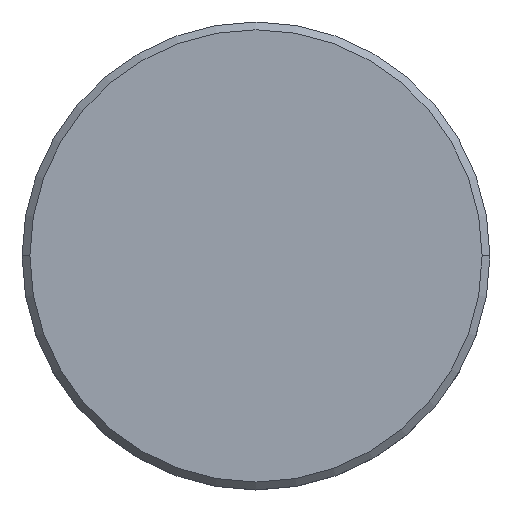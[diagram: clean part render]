
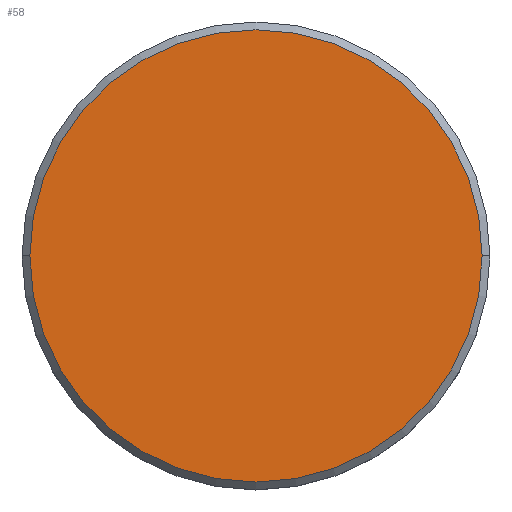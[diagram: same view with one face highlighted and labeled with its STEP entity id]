
A CAD part, top view. The second image highlights one B-rep face of the part: STEP entity #58.
In plain terms, the highlighted planar face has unit normal (0, 0, 1).
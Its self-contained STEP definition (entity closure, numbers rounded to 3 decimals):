
#52 = AXIS2_PLACEMENT_3D ( 'NONE', #1108, #1016, #996 ) ;
#58 = ADVANCED_FACE ( 'NONE', ( #1098 ), #85, .T. ) ;
#73 = CIRCLE ( 'NONE', #921, 14.5 ) ;
#85 = PLANE ( 'NONE',  #435 ) ;
#195 = VERTEX_POINT ( 'NONE', #1024 ) ;
#285 = EDGE_LOOP ( 'NONE', ( #631, #497 ) ) ;
#401 = DIRECTION ( 'NONE',  ( 0., 0., 1. ) ) ;
#435 = AXIS2_PLACEMENT_3D ( 'NONE', #454, #565, #918 ) ;
#454 = CARTESIAN_POINT ( 'NONE',  ( 0., 0., 0. ) ) ;
#497 = ORIENTED_EDGE ( 'NONE', *, *, #1115, .T. ) ;
#565 = DIRECTION ( 'NONE',  ( 0., 0., 1. ) ) ;
#568 = CARTESIAN_POINT ( 'NONE',  ( -14.5, 0., 0. ) ) ;
#579 = DIRECTION ( 'NONE',  ( 1., 0., 0. ) ) ;
#592 = VERTEX_POINT ( 'NONE', #568 ) ;
#631 = ORIENTED_EDGE ( 'NONE', *, *, #995, .T. ) ;
#918 = DIRECTION ( 'NONE',  ( 1., 0., 0. ) ) ;
#921 = AXIS2_PLACEMENT_3D ( 'NONE', #1041, #401, #579 ) ;
#995 = EDGE_CURVE ( 'NONE', #592, #195, #1005, .T. ) ;
#996 = DIRECTION ( 'NONE',  ( 1., 0., 0. ) ) ;
#1005 = CIRCLE ( 'NONE', #52, 14.5 ) ;
#1016 = DIRECTION ( 'NONE',  ( 0., 0., 1. ) ) ;
#1024 = CARTESIAN_POINT ( 'NONE',  ( 14.5, 0., 0. ) ) ;
#1041 = CARTESIAN_POINT ( 'NONE',  ( 0., 0., 0. ) ) ;
#1098 = FACE_OUTER_BOUND ( 'NONE', #285, .T. ) ;
#1108 = CARTESIAN_POINT ( 'NONE',  ( 0., 0., 0. ) ) ;
#1115 = EDGE_CURVE ( 'NONE', #195, #592, #73, .T. ) ;
